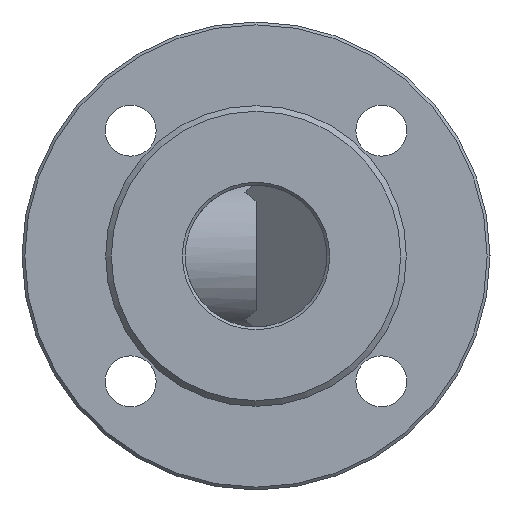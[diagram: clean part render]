
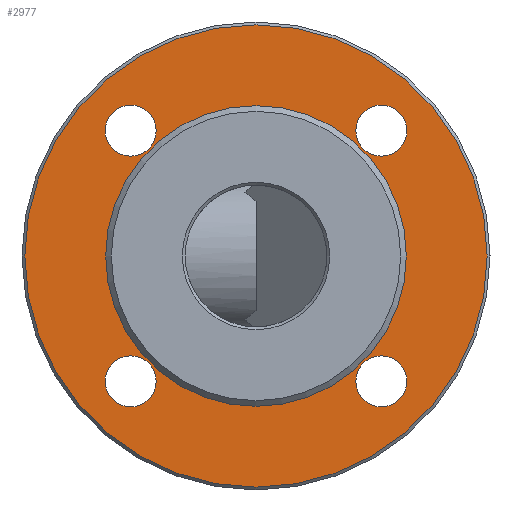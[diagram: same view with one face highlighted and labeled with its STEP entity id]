
A CAD part, left-side view. The second image highlights one B-rep face of the part: STEP entity #2977.
In plain terms, the highlighted planar face has unit normal (-1, 0, 0).
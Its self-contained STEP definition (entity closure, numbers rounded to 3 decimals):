
#65=FACE_BOUND('',#888,.T.);
#66=FACE_BOUND('',#889,.T.);
#67=FACE_BOUND('',#890,.T.);
#68=FACE_BOUND('',#891,.T.);
#69=FACE_BOUND('',#892,.T.);
#177=PLANE('',#3253);
#709=FACE_OUTER_BOUND('',#887,.T.);
#887=EDGE_LOOP('',(#2559));
#888=EDGE_LOOP('',(#2560));
#889=EDGE_LOOP('',(#2561));
#890=EDGE_LOOP('',(#2562));
#891=EDGE_LOOP('',(#2563));
#892=EDGE_LOOP('',(#2564));
#1016=CIRCLE('',#3252,81.5);
#1017=CIRCLE('',#3254,53.);
#1018=CIRCLE('',#3255,9.);
#1019=CIRCLE('',#3256,9.);
#1020=CIRCLE('',#3257,9.);
#1021=CIRCLE('',#3258,9.);
#1388=VERTEX_POINT('',#6609);
#1389=VERTEX_POINT('',#6613);
#1390=VERTEX_POINT('',#6615);
#1391=VERTEX_POINT('',#6617);
#1392=VERTEX_POINT('',#6619);
#1393=VERTEX_POINT('',#6621);
#1786=EDGE_CURVE('',#1388,#1388,#1016,.T.);
#1787=EDGE_CURVE('',#1389,#1389,#1017,.T.);
#1788=EDGE_CURVE('',#1390,#1390,#1018,.T.);
#1789=EDGE_CURVE('',#1391,#1391,#1019,.T.);
#1790=EDGE_CURVE('',#1392,#1392,#1020,.T.);
#1791=EDGE_CURVE('',#1393,#1393,#1021,.T.);
#2559=ORIENTED_EDGE('',*,*,#1786,.T.);
#2560=ORIENTED_EDGE('',*,*,#1787,.T.);
#2561=ORIENTED_EDGE('',*,*,#1788,.T.);
#2562=ORIENTED_EDGE('',*,*,#1789,.T.);
#2563=ORIENTED_EDGE('',*,*,#1790,.T.);
#2564=ORIENTED_EDGE('',*,*,#1791,.T.);
#2977=ADVANCED_FACE('',(#709,#65,#66,#67,#68,#69),#177,.T.);
#3252=AXIS2_PLACEMENT_3D('',#6611,#3924,#3925);
#3253=AXIS2_PLACEMENT_3D('',#6612,#3926,#3927);
#3254=AXIS2_PLACEMENT_3D('',#6614,#3928,#3929);
#3255=AXIS2_PLACEMENT_3D('',#6616,#3930,#3931);
#3256=AXIS2_PLACEMENT_3D('',#6618,#3932,#3933);
#3257=AXIS2_PLACEMENT_3D('',#6620,#3934,#3935);
#3258=AXIS2_PLACEMENT_3D('',#6622,#3936,#3937);
#3924=DIRECTION('center_axis',(-1.,0.,0.));
#3925=DIRECTION('ref_axis',(0.,0.,-1.));
#3926=DIRECTION('center_axis',(-1.,0.,0.));
#3927=DIRECTION('ref_axis',(0.,0.,1.));
#3928=DIRECTION('center_axis',(1.,0.,0.));
#3929=DIRECTION('ref_axis',(0.,-1.,0.));
#3930=DIRECTION('center_axis',(1.,0.,0.));
#3931=DIRECTION('ref_axis',(0.,0.,-1.));
#3932=DIRECTION('center_axis',(1.,0.,0.));
#3933=DIRECTION('ref_axis',(0.,0.,-1.));
#3934=DIRECTION('center_axis',(1.,0.,0.));
#3935=DIRECTION('ref_axis',(0.,0.,-1.));
#3936=DIRECTION('center_axis',(1.,0.,0.));
#3937=DIRECTION('ref_axis',(0.,0.,-1.));
#6609=CARTESIAN_POINT('',(-226.,0.,81.5));
#6611=CARTESIAN_POINT('Origin',(-226.,0.,0.));
#6612=CARTESIAN_POINT('Origin',(-226.,0.,0.));
#6613=CARTESIAN_POINT('',(-226.,53.,0.));
#6614=CARTESIAN_POINT('Origin',(-226.,0.,0.));
#6615=CARTESIAN_POINT('',(-226.,-44.194,-35.194));
#6616=CARTESIAN_POINT('Origin',(-226.,-44.194,-44.194));
#6617=CARTESIAN_POINT('',(-226.,44.194,-35.194));
#6618=CARTESIAN_POINT('Origin',(-226.,44.194,-44.194));
#6619=CARTESIAN_POINT('',(-226.,44.194,53.194));
#6620=CARTESIAN_POINT('Origin',(-226.,44.194,44.194));
#6621=CARTESIAN_POINT('',(-226.,-44.194,53.194));
#6622=CARTESIAN_POINT('Origin',(-226.,-44.194,44.194));
